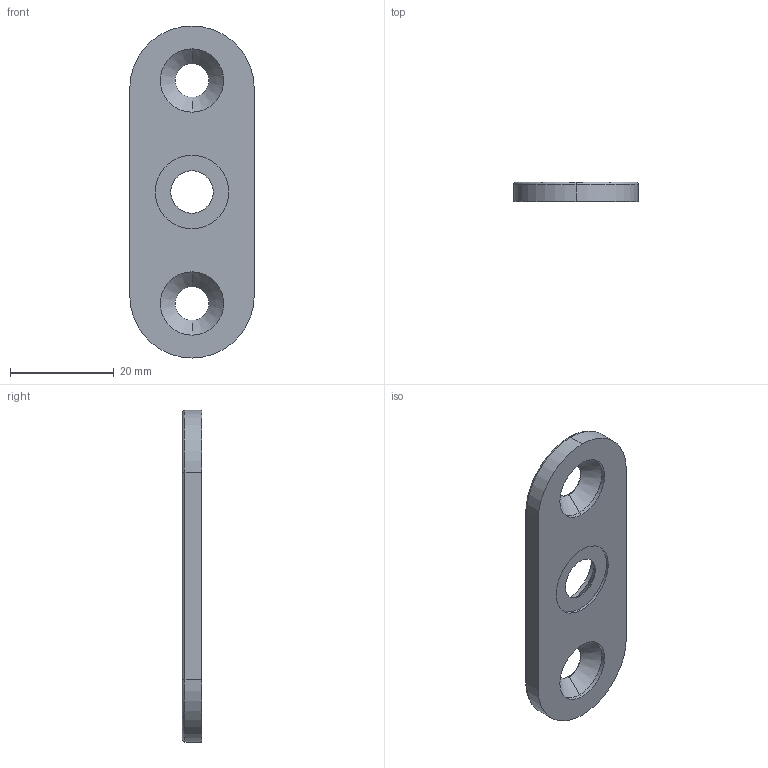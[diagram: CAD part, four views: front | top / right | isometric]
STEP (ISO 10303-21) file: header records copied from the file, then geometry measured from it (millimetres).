
FILE_DESCRIPTION (( 'STEP AP203' ), '1' );
FILE_NAME ('60180-240-G.step', '2019-03-20T12:34:47', ( '' ), ( '' ), 'SwSTEP 2.0', 'SolidWorks 2015', '' );
FILE_SCHEMA (( 'CONFIG_CONTROL_DESIGN' ));
Length unit declared in the file: millimetre
Products named in the file (1): 60180-240-G
Bounding box: 24 x 3.7 x 64 mm (x, y, z)
Volume: 4250.9 mm3; surface area: 3353.6 mm2
Topology: 1 solids, 1 shells, 274 faces, 708 edges, 466 vertices
Faces by surface type: plane 128, bspline 116, cylinder 20, cone 6, torus 4
Entity records: 15179 total; most frequent: CARTESIAN_POINT 9157, ORIENTED_EDGE 1416, DIRECTION 840, EDGE_CURVE 708, VERTEX_POINT 466, VECTOR 430, LINE 430, EDGE_LOOP 310
